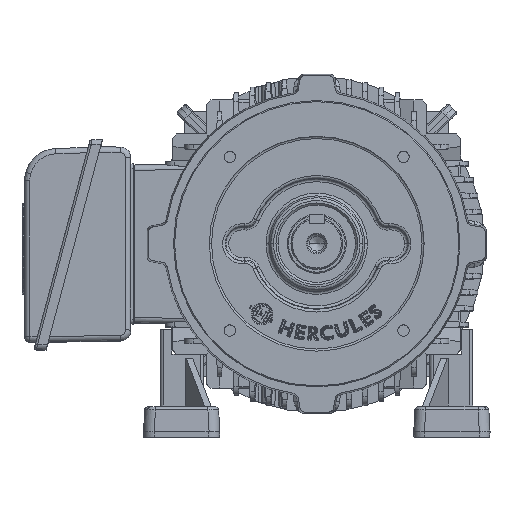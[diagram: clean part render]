
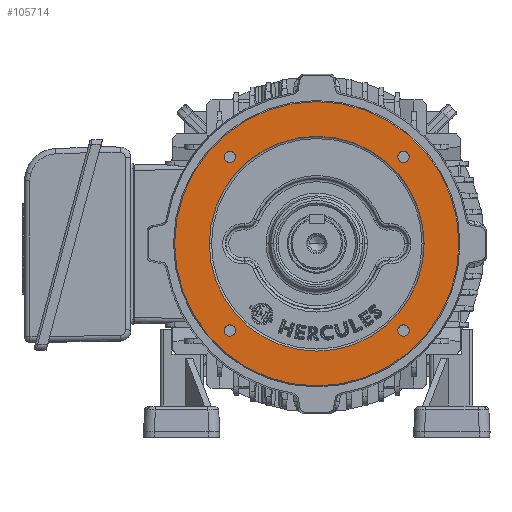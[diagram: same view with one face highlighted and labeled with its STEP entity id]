
A CAD part, top view. The second image highlights one B-rep face of the part: STEP entity #105714.
In plain terms, the highlighted face is planar.
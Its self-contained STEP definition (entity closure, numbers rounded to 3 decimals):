
#549 = CARTESIAN_POINT ( 'NONE',  ( -11., 0., 0. ) ) ;
#4177 = VERTEX_POINT ( 'NONE', #59024 ) ;
#5283 = ORIENTED_EDGE ( 'NONE', *, *, #101961, .T. ) ;
#6746 = DIRECTION ( 'NONE',  ( -1., 0., 0. ) ) ;
#7059 = CARTESIAN_POINT ( 'NONE',  ( -11., 80.822, -80.822 ) ) ;
#8311 = CARTESIAN_POINT ( 'NONE',  ( -11., -80.822, 80.822 ) ) ;
#8966 = CARTESIAN_POINT ( 'NONE',  ( -11., -80.822, 80.822 ) ) ;
#9668 = CIRCLE ( 'NONE', #86430, 5.358 ) ;
#10337 = VERTEX_POINT ( 'NONE', #103715 ) ;
#13041 = AXIS2_PLACEMENT_3D ( 'NONE', #118161, #38511, #84369 ) ;
#13385 = FACE_OUTER_BOUND ( 'NONE', #95546, .T. ) ;
#14241 = EDGE_CURVE ( 'NONE', #70161, #4177, #72514, .T. ) ;
#14548 = CARTESIAN_POINT ( 'NONE',  ( -11., 80.822, -80.822 ) ) ;
#15514 = AXIS2_PLACEMENT_3D ( 'NONE', #14548, #24360, #60347 ) ;
#15697 = DIRECTION ( 'NONE',  ( 0., 0., 1. ) ) ;
#18441 = DIRECTION ( 'NONE',  ( -1., 0., 0. ) ) ;
#18818 = DIRECTION ( 'NONE',  ( 0., 0., 1. ) ) ;
#19048 = DIRECTION ( 'NONE',  ( -1., 0., 0. ) ) ;
#20204 = ORIENTED_EDGE ( 'NONE', *, *, #55598, .F. ) ;
#23555 = VERTEX_POINT ( 'NONE', #77778 ) ;
#24360 = DIRECTION ( 'NONE',  ( -1., 0., 0. ) ) ;
#24609 = CIRCLE ( 'NONE', #46113, 5.358 ) ;
#29108 = EDGE_LOOP ( 'NONE', ( #20204, #110476 ) ) ;
#30337 = CARTESIAN_POINT ( 'NONE',  ( -11., 80.822, -75.464 ) ) ;
#31128 = CARTESIAN_POINT ( 'NONE',  ( -11., 0., 132.35 ) ) ;
#33304 = VERTEX_POINT ( 'NONE', #98774 ) ;
#34409 = FACE_BOUND ( 'NONE', #80476, .T. ) ;
#34501 = VERTEX_POINT ( 'NONE', #99088 ) ;
#34659 = AXIS2_PLACEMENT_3D ( 'NONE', #113256, #46431, #138030 ) ;
#35987 = CARTESIAN_POINT ( 'NONE',  ( -11., -80.822, -80.822 ) ) ;
#36233 = EDGE_CURVE ( 'NONE', #23555, #118809, #75129, .T. ) ;
#37109 = AXIS2_PLACEMENT_3D ( 'NONE', #40312, #132700, #41801 ) ;
#38477 = CIRCLE ( 'NONE', #48192, 100. ) ;
#38511 = DIRECTION ( 'NONE',  ( -1., 0., 0. ) ) ;
#39320 = CIRCLE ( 'NONE', #48920, 5.358 ) ;
#39825 = ORIENTED_EDGE ( 'NONE', *, *, #58076, .F. ) ;
#40312 = CARTESIAN_POINT ( 'NONE',  ( -11., 80.822, 80.822 ) ) ;
#40494 = DIRECTION ( 'NONE',  ( 0., 0., 1. ) ) ;
#41304 = CIRCLE ( 'NONE', #134802, 132.35 ) ;
#41801 = DIRECTION ( 'NONE',  ( 0., 0., 1. ) ) ;
#42307 = DIRECTION ( 'NONE',  ( 0., 0., 1. ) ) ;
#42493 = AXIS2_PLACEMENT_3D ( 'NONE', #95107, #83862, #105627 ) ;
#43929 = DIRECTION ( 'NONE',  ( 0., 0., 1. ) ) ;
#44294 = EDGE_LOOP ( 'NONE', ( #112034, #139287 ) ) ;
#44936 = FACE_BOUND ( 'NONE', #44294, .T. ) ;
#46113 = AXIS2_PLACEMENT_3D ( 'NONE', #8966, #6746, #40494 ) ;
#46431 = DIRECTION ( 'NONE',  ( -1., 0., 0. ) ) ;
#46507 = CARTESIAN_POINT ( 'NONE',  ( -11., 80.822, 80.822 ) ) ;
#48192 = AXIS2_PLACEMENT_3D ( 'NONE', #549, #80912, #69664 ) ;
#48920 = AXIS2_PLACEMENT_3D ( 'NONE', #85953, #142249, #50688 ) ;
#49236 = CIRCLE ( 'NONE', #63722, 5.358 ) ;
#50419 = ORIENTED_EDGE ( 'NONE', *, *, #129676, .T. ) ;
#50688 = DIRECTION ( 'NONE',  ( 0., 0., 1. ) ) ;
#55598 = EDGE_CURVE ( 'NONE', #10337, #58040, #24609, .T. ) ;
#58040 = VERTEX_POINT ( 'NONE', #105510 ) ;
#58076 = EDGE_CURVE ( 'NONE', #34501, #105366, #39320, .T. ) ;
#59024 = CARTESIAN_POINT ( 'NONE',  ( -11., 80.822, 86.18 ) ) ;
#59192 = FACE_BOUND ( 'NONE', #63022, .T. ) ;
#59757 = VERTEX_POINT ( 'NONE', #107465 ) ;
#60100 = EDGE_CURVE ( 'NONE', #105366, #34501, #49236, .T. ) ;
#60347 = DIRECTION ( 'NONE',  ( 0., 0., 1. ) ) ;
#60440 = ORIENTED_EDGE ( 'NONE', *, *, #137147, .F. ) ;
#61069 = CIRCLE ( 'NONE', #15514, 5.358 ) ;
#62977 = AXIS2_PLACEMENT_3D ( 'NONE', #46507, #74239, #43929 ) ;
#63022 = EDGE_LOOP ( 'NONE', ( #60440, #96209 ) ) ;
#63542 = CARTESIAN_POINT ( 'NONE',  ( -11., 0., 0. ) ) ;
#63722 = AXIS2_PLACEMENT_3D ( 'NONE', #35987, #116345, #15697 ) ;
#65012 = DIRECTION ( 'NONE',  ( 0., 0., 1. ) ) ;
#69664 = DIRECTION ( 'NONE',  ( 0., 0., 1. ) ) ;
#70161 = VERTEX_POINT ( 'NONE', #73506 ) ;
#72514 = CIRCLE ( 'NONE', #62977, 5.358 ) ;
#73506 = CARTESIAN_POINT ( 'NONE',  ( -11., 80.822, 75.464 ) ) ;
#73740 = EDGE_CURVE ( 'NONE', #4177, #70161, #147380, .T. ) ;
#74239 = DIRECTION ( 'NONE',  ( -1., 0., 0. ) ) ;
#75129 = CIRCLE ( 'NONE', #13041, 100. ) ;
#75927 = DIRECTION ( 'NONE',  ( -1., 0., 0. ) ) ;
#77778 = CARTESIAN_POINT ( 'NONE',  ( -11., 0., 100. ) ) ;
#80053 = EDGE_LOOP ( 'NONE', ( #131862, #83541 ) ) ;
#80476 = EDGE_LOOP ( 'NONE', ( #39825, #146407 ) ) ;
#80912 = DIRECTION ( 'NONE',  ( -1., 0., 0. ) ) ;
#82493 = PLANE ( 'NONE',  #34659 ) ;
#83112 = EDGE_CURVE ( 'NONE', #58040, #10337, #141493, .T. ) ;
#83541 = ORIENTED_EDGE ( 'NONE', *, *, #14241, .F. ) ;
#83629 = EDGE_CURVE ( 'NONE', #118809, #23555, #38477, .T. ) ;
#83862 = DIRECTION ( 'NONE',  ( -1., 0., 0. ) ) ;
#84369 = DIRECTION ( 'NONE',  ( 0., 0., 1. ) ) ;
#85953 = CARTESIAN_POINT ( 'NONE',  ( -11., -80.822, -80.822 ) ) ;
#86430 = AXIS2_PLACEMENT_3D ( 'NONE', #7059, #19048, #42307 ) ;
#91318 = CARTESIAN_POINT ( 'NONE',  ( -11., 0., -100. ) ) ;
#93698 = FACE_BOUND ( 'NONE', #29108, .T. ) ;
#95107 = CARTESIAN_POINT ( 'NONE',  ( -11., 0., 0. ) ) ;
#95546 = EDGE_LOOP ( 'NONE', ( #50419, #5283 ) ) ;
#96209 = ORIENTED_EDGE ( 'NONE', *, *, #147008, .F. ) ;
#98774 = CARTESIAN_POINT ( 'NONE',  ( -11., 80.822, -86.18 ) ) ;
#99088 = CARTESIAN_POINT ( 'NONE',  ( -11., -80.822, -75.464 ) ) ;
#101961 = EDGE_CURVE ( 'NONE', #131724, #59757, #41304, .T. ) ;
#103715 = CARTESIAN_POINT ( 'NONE',  ( -11., -80.822, 86.18 ) ) ;
#105366 = VERTEX_POINT ( 'NONE', #114916 ) ;
#105510 = CARTESIAN_POINT ( 'NONE',  ( -11., -80.822, 75.464 ) ) ;
#105627 = DIRECTION ( 'NONE',  ( 0., 0., 1. ) ) ;
#105714 = ADVANCED_FACE ( 'NONE', ( #13385, #59192, #147775, #93698, #34409, #44936 ), #82493, .T. ) ;
#107465 = CARTESIAN_POINT ( 'NONE',  ( -11., 0., -132.35 ) ) ;
#110476 = ORIENTED_EDGE ( 'NONE', *, *, #83112, .F. ) ;
#112034 = ORIENTED_EDGE ( 'NONE', *, *, #83629, .F. ) ;
#112046 = CIRCLE ( 'NONE', #42493, 132.35 ) ;
#113256 = CARTESIAN_POINT ( 'NONE',  ( -11., 133.35, 0. ) ) ;
#114916 = CARTESIAN_POINT ( 'NONE',  ( -11., -80.822, -86.18 ) ) ;
#116345 = DIRECTION ( 'NONE',  ( -1., 0., 0. ) ) ;
#118161 = CARTESIAN_POINT ( 'NONE',  ( -11., 0., 0. ) ) ;
#118809 = VERTEX_POINT ( 'NONE', #91318 ) ;
#129648 = AXIS2_PLACEMENT_3D ( 'NONE', #8311, #75927, #18818 ) ;
#129676 = EDGE_CURVE ( 'NONE', #59757, #131724, #112046, .T. ) ;
#131724 = VERTEX_POINT ( 'NONE', #31128 ) ;
#131862 = ORIENTED_EDGE ( 'NONE', *, *, #73740, .F. ) ;
#132700 = DIRECTION ( 'NONE',  ( -1., 0., 0. ) ) ;
#134802 = AXIS2_PLACEMENT_3D ( 'NONE', #63542, #18441, #65012 ) ;
#135983 = VERTEX_POINT ( 'NONE', #30337 ) ;
#137147 = EDGE_CURVE ( 'NONE', #135983, #33304, #61069, .T. ) ;
#138030 = DIRECTION ( 'NONE',  ( 0., 0., 1. ) ) ;
#139287 = ORIENTED_EDGE ( 'NONE', *, *, #36233, .F. ) ;
#141493 = CIRCLE ( 'NONE', #129648, 5.358 ) ;
#142249 = DIRECTION ( 'NONE',  ( -1., 0., 0. ) ) ;
#146407 = ORIENTED_EDGE ( 'NONE', *, *, #60100, .F. ) ;
#147008 = EDGE_CURVE ( 'NONE', #33304, #135983, #9668, .T. ) ;
#147380 = CIRCLE ( 'NONE', #37109, 5.358 ) ;
#147775 = FACE_BOUND ( 'NONE', #80053, .T. ) ;
